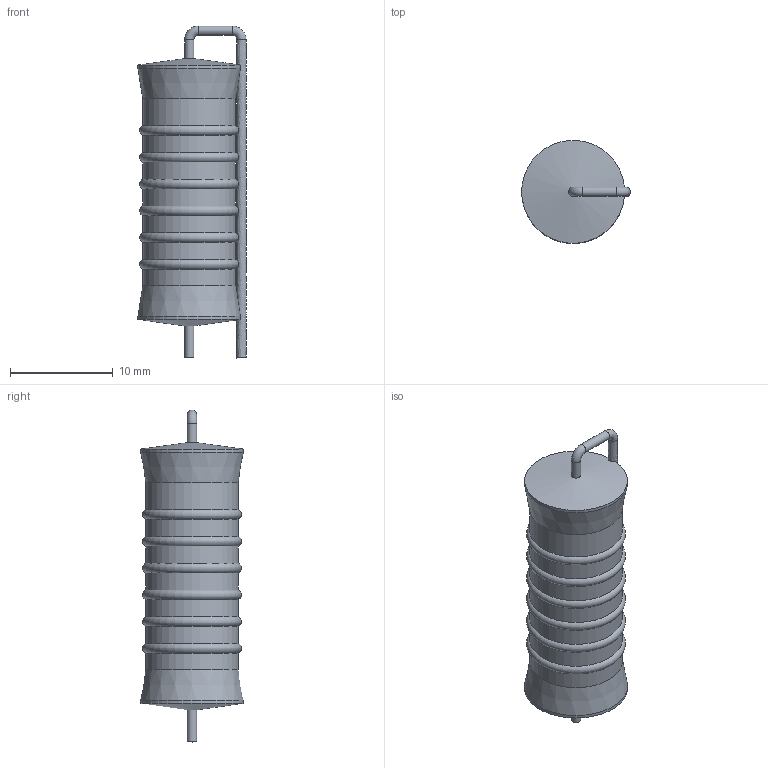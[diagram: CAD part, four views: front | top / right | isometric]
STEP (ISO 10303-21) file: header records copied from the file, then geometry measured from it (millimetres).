
FILE_DESCRIPTION(('FreeCAD Model'),'2;1');
FILE_NAME('L_Axial_L26.0mm_D10.0mm_P5.08mm_Vertical_Fastron_77A.step', '2018-01-10T11:32:24',('kicad StepUp'),('ksu MCAD'), 'Open CASCADE STEP processor 6.8','FreeCAD','Unknown');
FILE_SCHEMA(('AUTOMOTIVE_DESIGN_CC2 { 1 2 10303 214 -1 1 5 4 }'));
Length unit declared in the file: millimetre
Products named in the file (1): L_Axial_L26.0mm_D10.0mm_P5.08mm_Vertical_Fastron_77A
Bounding box: 10.51 x 9.96 x 32.25 mm (x, y, z)
Volume: 1720.3 mm3; surface area: 1025.2 mm2
Topology: 1 solids, 1 shells, 27 faces, 87 edges, 46 vertices
Faces by surface type: cylinder 12, torus 8, cone 4, plane 2, extrusion 1
Full cylindrical faces by diameter (mm): 0.9 x3, 9 x7
Entity records: 8628 total; most frequent: CARTESIAN_POINT 7667, ORIENTED_EDGE 174, DIRECTION 160, EDGE_CURVE 87, AXIS2_PLACEMENT_3D 68, VERTEX_POINT 46, CIRCLE 41, ADVANCED_FACE 27
